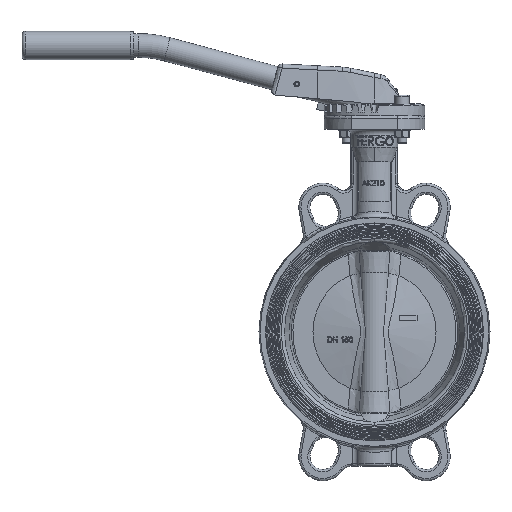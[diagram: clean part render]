
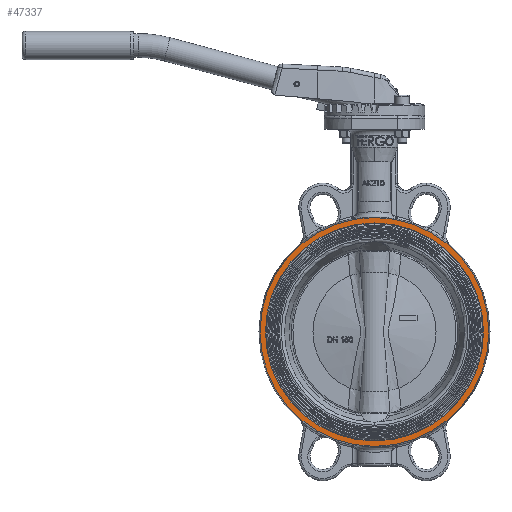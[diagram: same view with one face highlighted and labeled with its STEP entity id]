
A CAD part, front view. The second image highlights one B-rep face of the part: STEP entity #47337.
In plain terms, the highlighted planar face has unit normal (0, -1, 0).
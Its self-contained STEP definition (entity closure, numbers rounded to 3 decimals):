
#276 = VERTEX_POINT ( 'NONE', #12617 ) ;
#4208 = ORIENTED_EDGE ( 'NONE', *, *, #71321, .F. ) ;
#7965 = VERTEX_POINT ( 'NONE', #53858 ) ;
#9247 = EDGE_CURVE ( 'NONE', #37334, #14573, #70896, .T. ) ;
#12414 = AXIS2_PLACEMENT_3D ( 'NONE', #68835, #35795, #42070 ) ;
#12617 = CARTESIAN_POINT ( 'NONE',  ( -28.702, -22.344, 67.036 ) ) ;
#13307 = DIRECTION ( 'NONE',  ( 0., 1., 0. ) ) ;
#13571 = EDGE_CURVE ( 'NONE', #7965, #276, #70375, .T. ) ;
#13721 = FACE_BOUND ( 'NONE', #58532, .T. ) ;
#14573 = VERTEX_POINT ( 'NONE', #34148 ) ;
#18011 = ORIENTED_EDGE ( 'NONE', *, *, #40133, .T. ) ;
#21026 = DIRECTION ( 'NONE',  ( 0., -1., 0. ) ) ;
#21859 = DIRECTION ( 'NONE',  ( 0., 0., -1. ) ) ;
#23401 = AXIS2_PLACEMENT_3D ( 'NONE', #64784, #13307, #53051 ) ;
#23627 = AXIS2_PLACEMENT_3D ( 'NONE', #39830, #21026, #21859 ) ;
#26768 = EDGE_LOOP ( 'NONE', ( #18011, #55363 ) ) ;
#26857 = CARTESIAN_POINT ( 'NONE',  ( -28.702, -22.344, -35.214 ) ) ;
#33949 = DIRECTION ( 'NONE',  ( 0., -1., 0. ) ) ;
#34148 = CARTESIAN_POINT ( 'NONE',  ( -28.702, -22.344, 62.184 ) ) ;
#35795 = DIRECTION ( 'NONE',  ( 0., -1., 0. ) ) ;
#37334 = VERTEX_POINT ( 'NONE', #48324 ) ;
#39830 = CARTESIAN_POINT ( 'NONE',  ( -28.702, -22.344, -35.214 ) ) ;
#40133 = EDGE_CURVE ( 'NONE', #276, #7965, #55201, .T. ) ;
#42070 = DIRECTION ( 'NONE',  ( 0., 0., -1. ) ) ;
#43234 = ORIENTED_EDGE ( 'NONE', *, *, #9247, .F. ) ;
#43979 = DIRECTION ( 'NONE',  ( 0., 0., -1. ) ) ;
#44870 = DIRECTION ( 'NONE',  ( 0., 0., -1. ) ) ;
#45483 = AXIS2_PLACEMENT_3D ( 'NONE', #47459, #73000, #43979 ) ;
#46756 = FACE_OUTER_BOUND ( 'NONE', #26768, .T. ) ;
#47337 = ADVANCED_FACE ( 'NONE', ( #13721, #46756 ), #58100, .F. ) ;
#47459 = CARTESIAN_POINT ( 'NONE',  ( -28.702, -22.344, -35.214 ) ) ;
#48324 = CARTESIAN_POINT ( 'NONE',  ( -28.702, -22.344, -132.613 ) ) ;
#53051 = DIRECTION ( 'NONE',  ( 1., 0., 0. ) ) ;
#53858 = CARTESIAN_POINT ( 'NONE',  ( -28.702, -22.344, -137.464 ) ) ;
#55201 = CIRCLE ( 'NONE', #76545, 102.25 ) ;
#55363 = ORIENTED_EDGE ( 'NONE', *, *, #13571, .T. ) ;
#57705 = CIRCLE ( 'NONE', #12414, 97.398 ) ;
#58100 = PLANE ( 'NONE',  #23401 ) ;
#58532 = EDGE_LOOP ( 'NONE', ( #43234, #4208 ) ) ;
#64784 = CARTESIAN_POINT ( 'NONE',  ( -28.702, -22.344, 62.184 ) ) ;
#68835 = CARTESIAN_POINT ( 'NONE',  ( -28.702, -22.344, -35.214 ) ) ;
#70375 = CIRCLE ( 'NONE', #23627, 102.25 ) ;
#70896 = CIRCLE ( 'NONE', #45483, 97.398 ) ;
#71321 = EDGE_CURVE ( 'NONE', #14573, #37334, #57705, .T. ) ;
#73000 = DIRECTION ( 'NONE',  ( 0., -1., 0. ) ) ;
#76545 = AXIS2_PLACEMENT_3D ( 'NONE', #26857, #33949, #44870 ) ;
